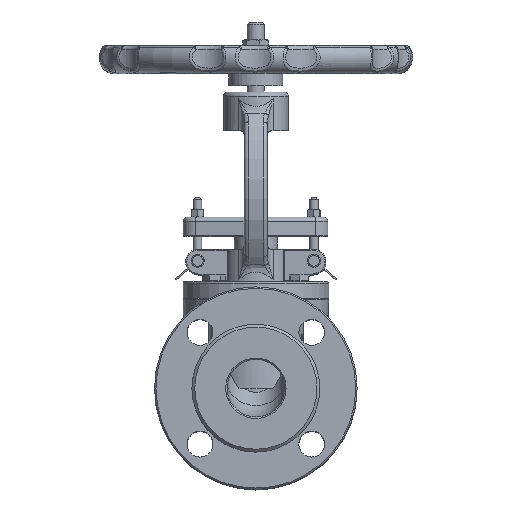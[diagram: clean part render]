
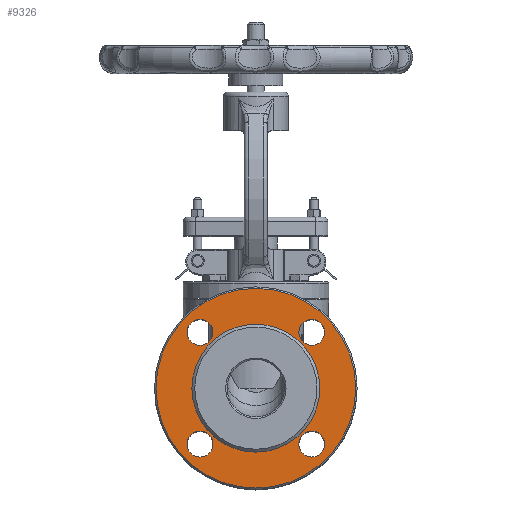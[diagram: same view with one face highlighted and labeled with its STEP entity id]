
A CAD part, top view. The second image highlights one B-rep face of the part: STEP entity #9326.
In plain terms, the highlighted planar face has unit normal (0, 0, 1).
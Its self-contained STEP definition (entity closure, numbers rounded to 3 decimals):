
#693=FACE_BOUND('',#2520,.T.);
#694=FACE_BOUND('',#2521,.T.);
#695=FACE_BOUND('',#2522,.T.);
#696=FACE_BOUND('',#2523,.T.);
#697=FACE_BOUND('',#2524,.T.);
#802=PLANE('',#10160);
#1896=FACE_OUTER_BOUND('',#2519,.T.);
#2519=EDGE_LOOP('',(#6610));
#2520=EDGE_LOOP('',(#6611));
#2521=EDGE_LOOP('',(#6612));
#2522=EDGE_LOOP('',(#6613));
#2523=EDGE_LOOP('',(#6614));
#2524=EDGE_LOOP('',(#6615));
#3142=CIRCLE('',#10159,69.5);
#3143=CIRCLE('',#10161,44.5);
#3144=CIRCLE('',#10162,9.);
#3145=CIRCLE('',#10163,9.);
#3146=CIRCLE('',#10164,9.);
#3147=CIRCLE('',#10165,9.);
#3898=VERTEX_POINT('',#17816);
#3899=VERTEX_POINT('',#17820);
#3900=VERTEX_POINT('',#17822);
#3901=VERTEX_POINT('',#17824);
#3902=VERTEX_POINT('',#17826);
#3903=VERTEX_POINT('',#17828);
#4861=EDGE_CURVE('',#3898,#3898,#3142,.T.);
#4863=EDGE_CURVE('',#3899,#3899,#3143,.T.);
#4864=EDGE_CURVE('',#3900,#3900,#3144,.T.);
#4865=EDGE_CURVE('',#3901,#3901,#3145,.T.);
#4866=EDGE_CURVE('',#3902,#3902,#3146,.T.);
#4867=EDGE_CURVE('',#3903,#3903,#3147,.T.);
#6610=ORIENTED_EDGE('',*,*,#4861,.F.);
#6611=ORIENTED_EDGE('',*,*,#4863,.F.);
#6612=ORIENTED_EDGE('',*,*,#4864,.T.);
#6613=ORIENTED_EDGE('',*,*,#4865,.T.);
#6614=ORIENTED_EDGE('',*,*,#4866,.T.);
#6615=ORIENTED_EDGE('',*,*,#4867,.T.);
#9326=ADVANCED_FACE('',(#1896,#693,#694,#695,#696,#697),#802,.T.);
#10159=AXIS2_PLACEMENT_3D('',#17817,#11670,#11671);
#10160=AXIS2_PLACEMENT_3D('',#17819,#11673,#11674);
#10161=AXIS2_PLACEMENT_3D('',#17821,#11675,#11676);
#10162=AXIS2_PLACEMENT_3D('',#17823,#11677,#11678);
#10163=AXIS2_PLACEMENT_3D('',#17825,#11679,#11680);
#10164=AXIS2_PLACEMENT_3D('',#17827,#11681,#11682);
#10165=AXIS2_PLACEMENT_3D('',#17829,#11683,#11684);
#11670=DIRECTION('center_axis',(0.,0.,-1.));
#11671=DIRECTION('ref_axis',(-1.,0.,0.));
#11673=DIRECTION('center_axis',(0.,0.,1.));
#11674=DIRECTION('ref_axis',(1.,0.,0.));
#11675=DIRECTION('center_axis',(0.,0.,1.));
#11676=DIRECTION('ref_axis',(-1.,0.,0.));
#11677=DIRECTION('center_axis',(0.,0.,-1.));
#11678=DIRECTION('ref_axis',(-1.,0.,0.));
#11679=DIRECTION('center_axis',(0.,0.,-1.));
#11680=DIRECTION('ref_axis',(-1.,0.,0.));
#11681=DIRECTION('center_axis',(0.,0.,-1.));
#11682=DIRECTION('ref_axis',(-1.,0.,0.));
#11683=DIRECTION('center_axis',(0.,0.,-1.));
#11684=DIRECTION('ref_axis',(-1.,0.,0.));
#17816=CARTESIAN_POINT('',(69.5,0.,20.));
#17817=CARTESIAN_POINT('Origin',(0.,0.,20.));
#17819=CARTESIAN_POINT('Origin',(0.,0.,20.));
#17820=CARTESIAN_POINT('',(44.5,0.,20.));
#17821=CARTESIAN_POINT('Origin',(0.,0.,20.));
#17822=CARTESIAN_POINT('',(47.891,38.891,20.));
#17823=CARTESIAN_POINT('Origin',(38.891,38.891,20.));
#17824=CARTESIAN_POINT('',(-29.891,38.891,20.));
#17825=CARTESIAN_POINT('Origin',(-38.891,38.891,20.));
#17826=CARTESIAN_POINT('',(-29.891,-38.891,20.));
#17827=CARTESIAN_POINT('Origin',(-38.891,-38.891,20.));
#17828=CARTESIAN_POINT('',(47.891,-38.891,20.));
#17829=CARTESIAN_POINT('Origin',(38.891,-38.891,20.));
